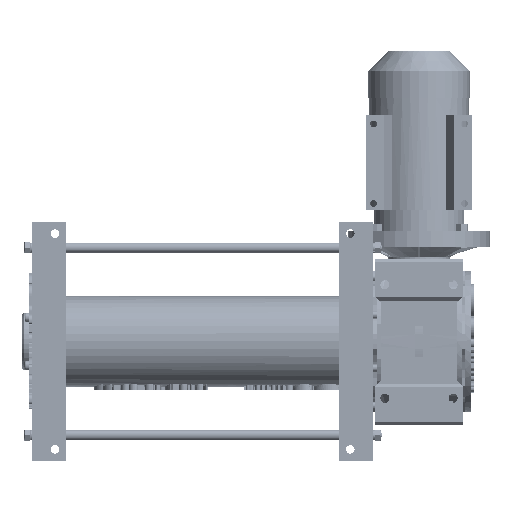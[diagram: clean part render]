
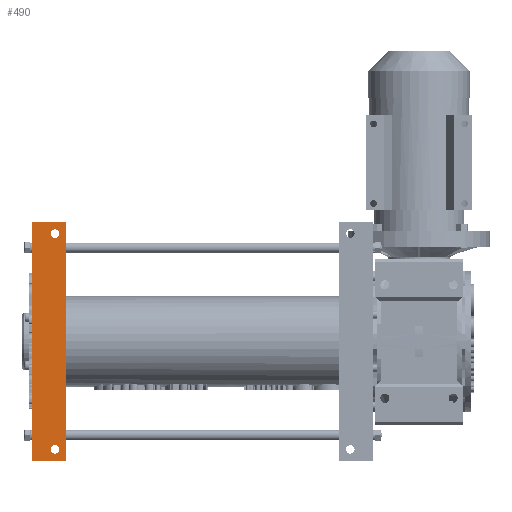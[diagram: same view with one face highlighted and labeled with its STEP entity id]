
A CAD part, front view. The second image highlights one B-rep face of the part: STEP entity #490.
In plain terms, the highlighted planar face has unit normal (0, -1, 0).
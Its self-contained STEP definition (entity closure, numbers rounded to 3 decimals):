
#490=ADVANCED_FACE('',(#85844,#85846,#85848),#85850,.T.);
#85844=FACE_BOUND('',#85845,.T.);
#85845=EDGE_LOOP('',(#151346,#151347,#151348,#151349,#151350,#151351));
#85846=FACE_BOUND('',#85847,.T.);
#85847=EDGE_LOOP('',(#151352));
#85848=FACE_BOUND('',#85849,.T.);
#85849=EDGE_LOOP('',(#151353));
#85850=PLANE('',#85851);
#85851=AXIS2_PLACEMENT_3D('',#85852,#85853,#85854);
#85852=CARTESIAN_POINT('',(-306.,-178.,210.));
#85853=DIRECTION('',(0.,-1.,0.));
#85854=DIRECTION('',(0.,0.,-1.));
#151346=ORIENTED_EDGE('',*,*,#213516,.T.);
#151347=ORIENTED_EDGE('',*,*,#213479,.F.);
#151348=ORIENTED_EDGE('',*,*,#213515,.F.);
#151349=ORIENTED_EDGE('',*,*,#213501,.T.);
#151350=ORIENTED_EDGE('',*,*,#213517,.T.);
#151351=ORIENTED_EDGE('',*,*,#213493,.F.);
#151352=ORIENTED_EDGE('',*,*,#213518,.T.);
#151353=ORIENTED_EDGE('',*,*,#213519,.T.);
#213479=EDGE_CURVE('',#240375,#240377,#240378,.T.);
#213493=EDGE_CURVE('',#240397,#240395,#240399,.T.);
#213501=EDGE_CURVE('',#240414,#240412,#240415,.T.);
#213515=EDGE_CURVE('',#240414,#240375,#240436,.T.);
#213516=EDGE_CURVE('',#240397,#240377,#240437,.T.);
#213517=EDGE_CURVE('',#240412,#240395,#240438,.T.);
#213518=EDGE_CURVE('',#240439,#240439,#240440,.F.);
#213519=EDGE_CURVE('',#240441,#240441,#240442,.F.);
#240375=VERTEX_POINT('',#285332);
#240377=VERTEX_POINT('',#285336);
#240378=LINE('',#285337,#285338);
#240395=VERTEX_POINT('',#285381);
#240397=VERTEX_POINT('',#285385);
#240399=LINE('',#285389,#285390);
#240412=VERTEX_POINT('',#285421);
#240414=VERTEX_POINT('',#285425);
#240415=LINE('',#285426,#285427);
#240436=LINE('',#285481,#285482);
#240437=LINE('',#285484,#285485);
#240438=LINE('',#285487,#285488);
#240439=VERTEX_POINT('',#285490);
#240440=CIRCLE('',#285491,7.5);
#240441=VERTEX_POINT('',#285495);
#240442=CIRCLE('',#285496,7.5);
#285332=CARTESIAN_POINT('',(-246.,-178.,-210.));
#285336=CARTESIAN_POINT('',(-306.,-178.,-210.));
#285337=CARTESIAN_POINT('',(-246.,-178.,-210.));
#285338=VECTOR('',#285339,1.);
#285339=DIRECTION('',(-1.,0.,0.));
#285381=CARTESIAN_POINT('',(-296.,-178.,210.));
#285385=CARTESIAN_POINT('',(-306.,-178.,210.));
#285389=CARTESIAN_POINT('',(-306.,-178.,210.));
#285390=VECTOR('',#285391,1.);
#285391=DIRECTION('',(1.,0.,0.));
#285421=CARTESIAN_POINT('',(-296.,-178.,210.));
#285425=CARTESIAN_POINT('',(-246.,-178.,210.));
#285426=CARTESIAN_POINT('',(-246.,-178.,210.));
#285427=VECTOR('',#285428,1.);
#285428=DIRECTION('',(-1.,0.,0.));
#285481=CARTESIAN_POINT('',(-246.,-178.,210.));
#285482=VECTOR('',#285483,1.);
#285483=DIRECTION('',(0.,0.,-1.));
#285484=CARTESIAN_POINT('',(-306.,-178.,210.));
#285485=VECTOR('',#285486,1.);
#285486=DIRECTION('',(0.,0.,-1.));
#285487=CARTESIAN_POINT('',(-296.,-178.,210.));
#285488=VECTOR('',#285489,1.);
#285489=DIRECTION('',(0.,0.,-1.));
#285490=CARTESIAN_POINT('',(-273.5,-178.,-190.));
#285491=AXIS2_PLACEMENT_3D('',#285492,#285493,#285494);
#285492=CARTESIAN_POINT('',(-266.,-178.,-190.));
#285493=DIRECTION('',(0.,-1.,0.));
#285494=DIRECTION('',(-1.,0.,0.));
#285495=CARTESIAN_POINT('',(-273.5,-178.,190.));
#285496=AXIS2_PLACEMENT_3D('',#285497,#285498,#285499);
#285497=CARTESIAN_POINT('',(-266.,-178.,190.));
#285498=DIRECTION('',(0.,-1.,0.));
#285499=DIRECTION('',(-1.,0.,0.));
